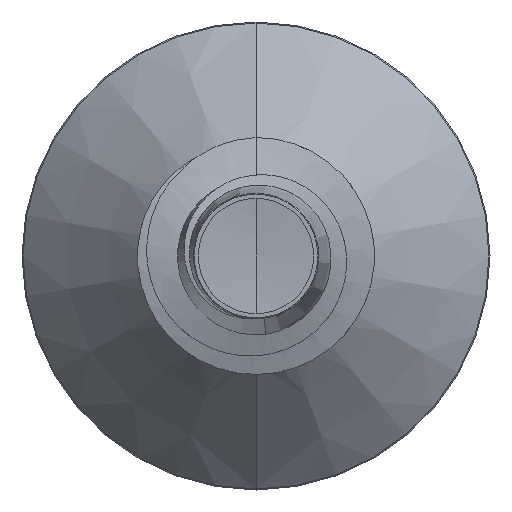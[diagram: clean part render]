
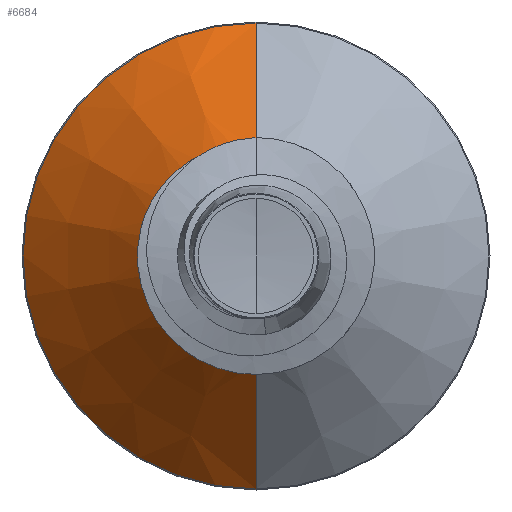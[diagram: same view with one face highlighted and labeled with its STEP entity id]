
A CAD part, front view. The second image highlights one B-rep face of the part: STEP entity #6684.
In plain terms, the highlighted conical face has half-angle 45 degrees and reference radius 3.632 mm.
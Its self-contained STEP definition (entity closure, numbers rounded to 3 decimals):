
#5 = CONICAL_SURFACE ( 'NONE', #6498, 3.632, 0.785 ) ;
#19 = VERTEX_POINT ( 'NONE', #9408 ) ;
#356 = CIRCLE ( 'NONE', #3390, 3.632 ) ;
#445 = DIRECTION ( 'NONE',  ( 0., 0.707, 0.707 ) ) ;
#463 = CARTESIAN_POINT ( 'NONE',  ( 0., 4.782, 3.632 ) ) ;
#951 = EDGE_CURVE ( 'NONE', #4885, #7080, #9626, .T. ) ;
#982 = VERTEX_POINT ( 'NONE', #4469 ) ;
#1408 = CARTESIAN_POINT ( 'NONE',  ( 0., 4.782, -3.632 ) ) ;
#1582 = ORIENTED_EDGE ( 'NONE', *, *, #951, .F. ) ;
#1657 = VECTOR ( 'NONE', #445, 1000. ) ;
#1670 = LINE ( 'NONE', #463, #1657 ) ;
#2248 = ORIENTED_EDGE ( 'NONE', *, *, #9651, .T. ) ;
#3106 = CARTESIAN_POINT ( 'NONE',  ( 0., 9.015, -7.865 ) ) ;
#3390 = AXIS2_PLACEMENT_3D ( 'NONE', #5176, #5161, #5151 ) ;
#3649 = DIRECTION ( 'NONE',  ( 0., 0., 1. ) ) ;
#3652 = DIRECTION ( 'NONE',  ( 0., 1., 0. ) ) ;
#3668 = CARTESIAN_POINT ( 'NONE',  ( 0., 9.015, 0. ) ) ;
#4085 = CARTESIAN_POINT ( 'NONE',  ( 0., 4.782, 0. ) ) ;
#4088 = DIRECTION ( 'NONE',  ( 0., 1., 0. ) ) ;
#4124 = DIRECTION ( 'NONE',  ( 0., 0., 1. ) ) ;
#4469 = CARTESIAN_POINT ( 'NONE',  ( 0., 4.782, 3.632 ) ) ;
#4742 = DIRECTION ( 'NONE',  ( 0., 0.707, -0.707 ) ) ;
#4885 = VERTEX_POINT ( 'NONE', #1408 ) ;
#5033 = ORIENTED_EDGE ( 'NONE', *, *, #5266, .T. ) ;
#5151 = DIRECTION ( 'NONE',  ( 0., 0., 1. ) ) ;
#5161 = DIRECTION ( 'NONE',  ( 0., 1., 0. ) ) ;
#5176 = CARTESIAN_POINT ( 'NONE',  ( 0., 4.782, 0. ) ) ;
#5266 = EDGE_CURVE ( 'NONE', #4885, #982, #356, .T. ) ;
#5319 = CARTESIAN_POINT ( 'NONE',  ( 0., 4.782, -3.632 ) ) ;
#6373 = CIRCLE ( 'NONE', #8319, 7.865 ) ;
#6448 = FACE_OUTER_BOUND ( 'NONE', #9616, .T. ) ;
#6498 = AXIS2_PLACEMENT_3D ( 'NONE', #4085, #4088, #4124 ) ;
#6684 = ADVANCED_FACE ( 'NONE', ( #6448 ), #5, .T. ) ;
#6794 = EDGE_CURVE ( 'NONE', #7080, #19, #6373, .T. ) ;
#7080 = VERTEX_POINT ( 'NONE', #3106 ) ;
#7997 = VECTOR ( 'NONE', #4742, 1000. ) ;
#8319 = AXIS2_PLACEMENT_3D ( 'NONE', #3668, #3652, #3649 ) ;
#8848 = ORIENTED_EDGE ( 'NONE', *, *, #6794, .F. ) ;
#9408 = CARTESIAN_POINT ( 'NONE',  ( 0., 9.015, 7.865 ) ) ;
#9616 = EDGE_LOOP ( 'NONE', ( #1582, #5033, #2248, #8848 ) ) ;
#9626 = LINE ( 'NONE', #5319, #7997 ) ;
#9651 = EDGE_CURVE ( 'NONE', #982, #19, #1670, .T. ) ;
